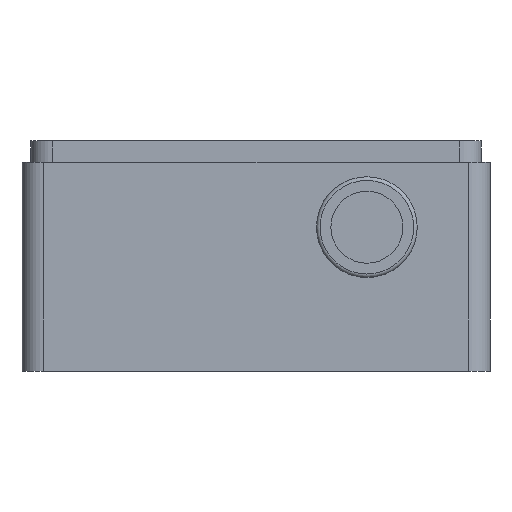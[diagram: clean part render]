
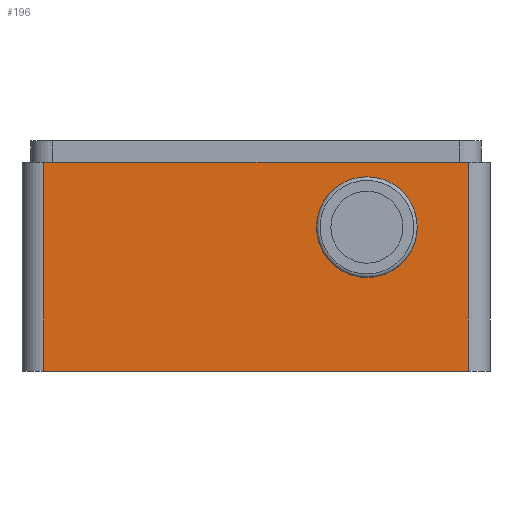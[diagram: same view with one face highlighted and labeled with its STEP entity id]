
A CAD part, left-side view. The second image highlights one B-rep face of the part: STEP entity #196.
In plain terms, the highlighted planar face has unit normal (-1, 0, 0).
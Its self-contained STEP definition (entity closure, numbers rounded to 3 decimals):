
#101 = VERTEX_POINT('',#102);
#102 = CARTESIAN_POINT('',(-72.,-22.4,20.));
#110 = EDGE_CURVE('',#101,#101,#111,.T.);
#111 = CIRCLE('',#112,7.);
#112 = AXIS2_PLACEMENT_3D('',#113,#114,#115);
#113 = CARTESIAN_POINT('',(-72.,-15.4,20.));
#114 = DIRECTION('',(-1.,0.,0.));
#115 = DIRECTION('',(0.,-1.,0.));
#196 = ADVANCED_FACE('',(#197,#231),#234,.F.);
#197 = FACE_BOUND('',#198,.F.);
#198 = EDGE_LOOP('',(#199,#209,#217,#225));
#199 = ORIENTED_EDGE('',*,*,#200,.F.);
#200 = EDGE_CURVE('',#201,#203,#205,.T.);
#201 = VERTEX_POINT('',#202);
#202 = CARTESIAN_POINT('',(-72.,29.5,0.));
#203 = VERTEX_POINT('',#204);
#204 = CARTESIAN_POINT('',(-72.,-29.5,0.));
#205 = LINE('',#206,#207);
#206 = CARTESIAN_POINT('',(-72.,32.5,0.));
#207 = VECTOR('',#208,1.);
#208 = DIRECTION('',(0.,-1.,0.));
#209 = ORIENTED_EDGE('',*,*,#210,.T.);
#210 = EDGE_CURVE('',#201,#211,#213,.T.);
#211 = VERTEX_POINT('',#212);
#212 = CARTESIAN_POINT('',(-72.,29.5,29.));
#213 = LINE('',#214,#215);
#214 = CARTESIAN_POINT('',(-72.,29.5,0.));
#215 = VECTOR('',#216,1.);
#216 = DIRECTION('',(0.,0.,1.));
#217 = ORIENTED_EDGE('',*,*,#218,.T.);
#218 = EDGE_CURVE('',#211,#219,#221,.T.);
#219 = VERTEX_POINT('',#220);
#220 = CARTESIAN_POINT('',(-72.,-29.5,29.));
#221 = LINE('',#222,#223);
#222 = CARTESIAN_POINT('',(-72.,32.5,29.));
#223 = VECTOR('',#224,1.);
#224 = DIRECTION('',(0.,-1.,0.));
#225 = ORIENTED_EDGE('',*,*,#226,.F.);
#226 = EDGE_CURVE('',#203,#219,#227,.T.);
#227 = LINE('',#228,#229);
#228 = CARTESIAN_POINT('',(-72.,-29.5,0.));
#229 = VECTOR('',#230,1.);
#230 = DIRECTION('',(0.,0.,1.));
#231 = FACE_BOUND('',#232,.F.);
#232 = EDGE_LOOP('',(#233));
#233 = ORIENTED_EDGE('',*,*,#110,.T.);
#234 = PLANE('',#235);
#235 = AXIS2_PLACEMENT_3D('',#236,#237,#238);
#236 = CARTESIAN_POINT('',(-72.,32.5,0.));
#237 = DIRECTION('',(1.,0.,0.));
#238 = DIRECTION('',(0.,-1.,0.));
